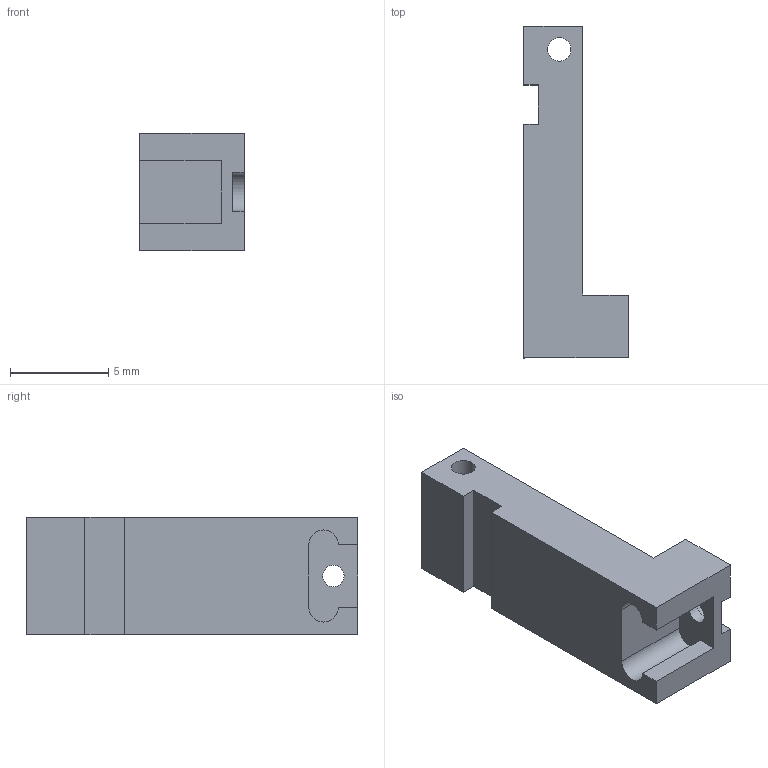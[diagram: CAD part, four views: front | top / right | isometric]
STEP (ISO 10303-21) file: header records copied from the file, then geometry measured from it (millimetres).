
FILE_DESCRIPTION(/* description */ (''),/* implementation_level */ '2;1');
FILE_NAME(/* name */ 'triad-v2b-right-arm-W VER3.step',/* time_stamp */ '2021-06-15T15:27:32-05:00',/* author */ (''),/* organization */ (''),/* preprocessor_version */ 'ST-DEVELOPER v18.1',/* originating_system */ 'Autodesk Translation Framework v10.9.0.1377',/* authorisation */ '');
FILE_SCHEMA (('AUTOMOTIVE_DESIGN { 1 0 10303 214 3 1 1 }'));
Length unit declared in the file: millimetre
Products named in the file (1): triad-v2b-right-arm-W VER3
Bounding box: 5.33 x 16.91 x 6 mm (x, y, z)
Volume: 289.7 mm3; surface area: 439.8 mm2
Topology: 1 solids, 1 shells, 25 faces, 69 edges, 46 vertices
Faces by surface type: plane 20, cylinder 5
Full cylindrical faces by diameter (mm): 1.1 x1, 1.2 x1
Entity records: 834 total; most frequent: CARTESIAN_POINT 141, ORIENTED_EDGE 138, DIRECTION 131, EDGE_CURVE 69, LINE 59, VECTOR 59, VERTEX_POINT 46, AXIS2_PLACEMENT_3D 36
